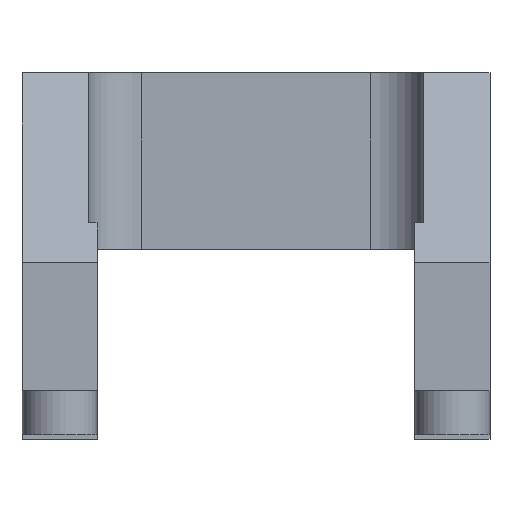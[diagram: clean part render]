
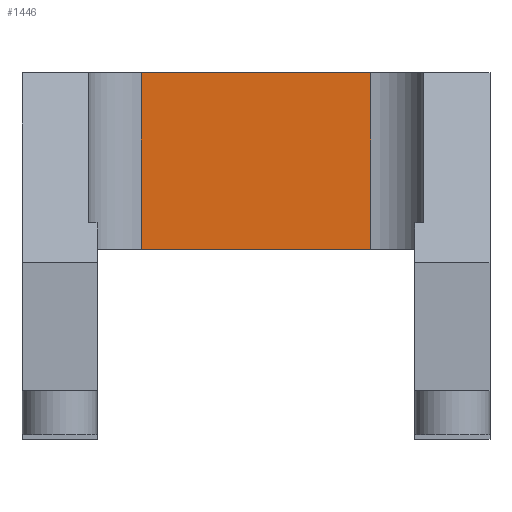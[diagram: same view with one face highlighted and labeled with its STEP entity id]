
A CAD part, front view. The second image highlights one B-rep face of the part: STEP entity #1446.
In plain terms, the highlighted planar face has unit normal (0, -1, 0).
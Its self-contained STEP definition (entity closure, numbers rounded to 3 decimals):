
#132=FACE_OUTER_BOUND('',#216,.T.);
#216=EDGE_LOOP('',(#1157,#1158,#1159,#1160));
#346=LINE('',#2291,#510);
#358=LINE('',#2327,#522);
#367=LINE('',#2348,#531);
#369=LINE('',#2351,#533);
#510=VECTOR('',#1852,10.);
#522=VECTOR('',#1882,10.);
#531=VECTOR('',#1907,10.);
#533=VECTOR('',#1911,10.);
#681=VERTEX_POINT('',#2288);
#682=VERTEX_POINT('',#2290);
#696=VERTEX_POINT('',#2324);
#697=VERTEX_POINT('',#2326);
#847=EDGE_CURVE('',#681,#682,#346,.T.);
#865=EDGE_CURVE('',#696,#697,#358,.T.);
#877=EDGE_CURVE('',#697,#681,#367,.T.);
#879=EDGE_CURVE('',#682,#696,#369,.T.);
#1157=ORIENTED_EDGE('',*,*,#877,.F.);
#1158=ORIENTED_EDGE('',*,*,#865,.F.);
#1159=ORIENTED_EDGE('',*,*,#879,.F.);
#1160=ORIENTED_EDGE('',*,*,#847,.F.);
#1373=PLANE('',#1588);
#1446=ADVANCED_FACE('',(#132),#1373,.F.);
#1588=AXIS2_PLACEMENT_3D('',#2350,#1909,#1910);
#1852=DIRECTION('',(-1.,0.,0.));
#1882=DIRECTION('',(1.,0.,0.));
#1907=DIRECTION('',(0.,0.,-1.));
#1909=DIRECTION('center_axis',(0.,1.,0.));
#1910=DIRECTION('ref_axis',(-1.,0.,0.));
#1911=DIRECTION('',(0.,0.,1.));
#2288=CARTESIAN_POINT('',(13.,60.,10.));
#2290=CARTESIAN_POINT('',(-13.,60.,10.));
#2291=CARTESIAN_POINT('',(9.5,60.,10.));
#2324=CARTESIAN_POINT('',(-13.,60.,30.));
#2326=CARTESIAN_POINT('',(13.,60.,30.));
#2327=CARTESIAN_POINT('',(9.5,60.,30.));
#2348=CARTESIAN_POINT('',(13.,60.,0.));
#2350=CARTESIAN_POINT('Origin',(19.,60.,0.));
#2351=CARTESIAN_POINT('',(-13.,60.,0.));
